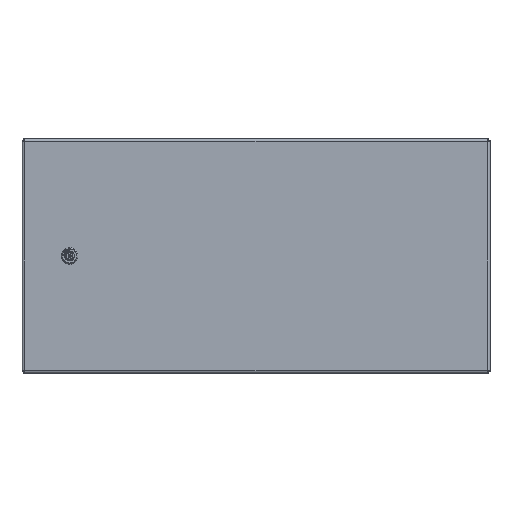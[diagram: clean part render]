
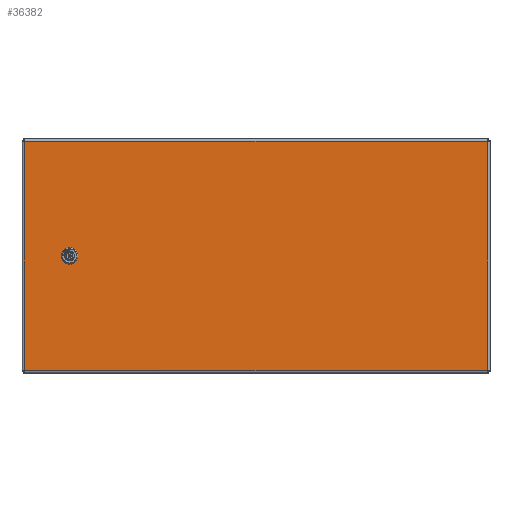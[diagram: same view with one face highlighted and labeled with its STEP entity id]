
A CAD part, top view. The second image highlights one B-rep face of the part: STEP entity #36382.
In plain terms, the highlighted planar face has unit normal (0, 0, 1).
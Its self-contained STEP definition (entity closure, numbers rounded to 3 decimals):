
#545 = CIRCLE ( 'NONE', #37552, 11.25 ) ;
#557 = DIRECTION ( 'NONE',  ( 1., 0., 0. ) ) ;
#577 = DIRECTION ( 'NONE',  ( 0., -1., 0. ) ) ;
#940 = CARTESIAN_POINT ( 'NONE',  ( -390.5, 192.658, 0. ) ) ;
#1208 = VERTEX_POINT ( 'NONE', #13263 ) ;
#1664 = CARTESIAN_POINT ( 'NONE',  ( 390.5, 192.658, 0. ) ) ;
#2163 = DIRECTION ( 'NONE',  ( 0., 0., 1. ) ) ;
#2751 = DIRECTION ( 'NONE',  ( 0., 1., 0. ) ) ;
#4029 = CARTESIAN_POINT ( 'NONE',  ( 390.5, -192.658, 0. ) ) ;
#4263 = AXIS2_PLACEMENT_3D ( 'NONE', #66651, #14021, #61396 ) ;
#4314 = VECTOR ( 'NONE', #577, 1000. ) ;
#6057 = CARTESIAN_POINT ( 'NONE',  ( -304.05, -4.637, 0. ) ) ;
#6563 = ORIENTED_EDGE ( 'NONE', *, *, #40479, .F. ) ;
#6610 = CARTESIAN_POINT ( 'NONE',  ( -309.663, -10.25, 0. ) ) ;
#6639 = VECTOR ( 'NONE', #42131, 1000. ) ;
#8104 = EDGE_CURVE ( 'NONE', #45457, #49192, #40236, .T. ) ;
#8267 = ORIENTED_EDGE ( 'NONE', *, *, #17608, .T. ) ;
#8555 = LINE ( 'NONE', #41555, #54952 ) ;
#9613 = EDGE_CURVE ( 'NONE', #64070, #32369, #53007, .T. ) ;
#9986 = DIRECTION ( 'NONE',  ( 1., 0., 0. ) ) ;
#11055 = VECTOR ( 'NONE', #45518, 1000. ) ;
#12068 = DIRECTION ( 'NONE',  ( 0., 0., 1. ) ) ;
#12226 = CIRCLE ( 'NONE', #48062, 2. ) ;
#12860 = DIRECTION ( 'NONE',  ( 0., 1., 0. ) ) ;
#12950 = ORIENTED_EDGE ( 'NONE', *, *, #23671, .F. ) ;
#13263 = CARTESIAN_POINT ( 'NONE',  ( -389.658, -193.5, 0. ) ) ;
#14021 = DIRECTION ( 'NONE',  ( 0., 0., 1. ) ) ;
#14296 = LINE ( 'NONE', #51489, #11055 ) ;
#14434 = CARTESIAN_POINT ( 'NONE',  ( -390.5, 195.429, 0. ) ) ;
#15015 = EDGE_LOOP ( 'NONE', ( #66960, #54852, #15103, #8267, #12950, #68233, #15576, #41201 ) ) ;
#15103 = ORIENTED_EDGE ( 'NONE', *, *, #61331, .F. ) ;
#15195 = ORIENTED_EDGE ( 'NONE', *, *, #16314, .F. ) ;
#15551 = ORIENTED_EDGE ( 'NONE', *, *, #40941, .F. ) ;
#15576 = ORIENTED_EDGE ( 'NONE', *, *, #50989, .F. ) ;
#16314 = EDGE_CURVE ( 'NONE', #44534, #24223, #22867, .T. ) ;
#16850 = VECTOR ( 'NONE', #2751, 1000. ) ;
#17318 = DIRECTION ( 'NONE',  ( 0., 0., 1. ) ) ;
#17608 = EDGE_CURVE ( 'NONE', #59679, #25959, #39525, .T. ) ;
#17971 = EDGE_CURVE ( 'NONE', #65744, #50577, #67747, .T. ) ;
#18052 = EDGE_CURVE ( 'NONE', #24223, #52003, #68269, .T. ) ;
#18891 = VERTEX_POINT ( 'NONE', #29265 ) ;
#19245 = CARTESIAN_POINT ( 'NONE',  ( -304.05, 4.637, 0. ) ) ;
#19293 = CIRCLE ( 'NONE', #45084, 2. ) ;
#19617 = VECTOR ( 'NONE', #12860, 1000. ) ;
#21580 = CARTESIAN_POINT ( 'NONE',  ( -314.3, 0., 0. ) ) ;
#21725 = AXIS2_PLACEMENT_3D ( 'NONE', #21580, #2163, #64377 ) ;
#21758 = EDGE_CURVE ( 'NONE', #52003, #49758, #545, .T. ) ;
#22867 = CIRCLE ( 'NONE', #21725, 11.25 ) ;
#23671 = EDGE_CURVE ( 'NONE', #18891, #25959, #24424, .T. ) ;
#24223 = VERTEX_POINT ( 'NONE', #33254 ) ;
#24424 = CIRCLE ( 'NONE', #4263, 2. ) ;
#25091 = CARTESIAN_POINT ( 'NONE',  ( -324.55, -4.637, 0. ) ) ;
#25959 = VERTEX_POINT ( 'NONE', #1664 ) ;
#26490 = CARTESIAN_POINT ( 'NONE',  ( -314.3, 0., 0. ) ) ;
#27585 = CARTESIAN_POINT ( 'NONE',  ( -324.55, 4.637, 0. ) ) ;
#27857 = CIRCLE ( 'NONE', #44635, 2. ) ;
#28393 = CARTESIAN_POINT ( 'NONE',  ( -324.55, 4.637, 0. ) ) ;
#29025 = AXIS2_PLACEMENT_3D ( 'NONE', #58285, #58622, #48441 ) ;
#29265 = CARTESIAN_POINT ( 'NONE',  ( 389.658, 193.5, 0. ) ) ;
#29604 = DIRECTION ( 'NONE',  ( -1., 0., 0. ) ) ;
#30355 = EDGE_CURVE ( 'NONE', #18891, #66871, #8555, .T. ) ;
#30810 = CARTESIAN_POINT ( 'NONE',  ( -389.658, 193.5, 0. ) ) ;
#31058 = CARTESIAN_POINT ( 'NONE',  ( -309.663, 10.25, 0. ) ) ;
#31213 = CARTESIAN_POINT ( 'NONE',  ( -390.5, -192.658, 0. ) ) ;
#31753 = DIRECTION ( 'NONE',  ( 1., 0., 0. ) ) ;
#32064 = CARTESIAN_POINT ( 'NONE',  ( -314.3, 0., 0. ) ) ;
#32369 = VERTEX_POINT ( 'NONE', #31213 ) ;
#32892 = EDGE_LOOP ( 'NONE', ( #15195, #57387, #62981, #15551, #50653, #6563, #59724, #61692 ) ) ;
#33157 = PLANE ( 'NONE',  #63127 ) ;
#33254 = CARTESIAN_POINT ( 'NONE',  ( -309.663, 10.25, 0. ) ) ;
#33509 = FACE_OUTER_BOUND ( 'NONE', #15015, .T. ) ;
#33963 = DIRECTION ( 'NONE',  ( 1., 0., 0. ) ) ;
#34494 = DIRECTION ( 'NONE',  ( 1., 0., 0. ) ) ;
#35345 = CARTESIAN_POINT ( 'NONE',  ( -318.937, -10.25, 0. ) ) ;
#36382 = ADVANCED_FACE ( 'NONE', ( #59842, #33509 ), #33157, .T. ) ;
#36766 = CARTESIAN_POINT ( 'NONE',  ( 389.658, -193.5, 0. ) ) ;
#37500 = AXIS2_PLACEMENT_3D ( 'NONE', #26490, #58093, #31753 ) ;
#37552 = AXIS2_PLACEMENT_3D ( 'NONE', #32064, #63313, #9986 ) ;
#39525 = LINE ( 'NONE', #60927, #19617 ) ;
#40114 = EDGE_CURVE ( 'NONE', #1208, #45906, #14296, .T. ) ;
#40236 = CIRCLE ( 'NONE', #29025, 11.25 ) ;
#40415 = CARTESIAN_POINT ( 'NONE',  ( -309.663, -10.25, 0. ) ) ;
#40479 = EDGE_CURVE ( 'NONE', #49758, #45457, #49682, .T. ) ;
#40941 = EDGE_CURVE ( 'NONE', #49192, #65744, #60638, .T. ) ;
#41201 = ORIENTED_EDGE ( 'NONE', *, *, #9613, .T. ) ;
#41555 = CARTESIAN_POINT ( 'NONE',  ( 392.429, 193.5, 0. ) ) ;
#41613 = DIRECTION ( 'NONE',  ( -1., 0., 0. ) ) ;
#42008 = DIRECTION ( 'NONE',  ( 0., 0., 1. ) ) ;
#42131 = DIRECTION ( 'NONE',  ( 0., -1., 0. ) ) ;
#44534 = VERTEX_POINT ( 'NONE', #58687 ) ;
#44635 = AXIS2_PLACEMENT_3D ( 'NONE', #54511, #17318, #48226 ) ;
#45084 = AXIS2_PLACEMENT_3D ( 'NONE', #65411, #12068, #34494 ) ;
#45457 = VERTEX_POINT ( 'NONE', #25091 ) ;
#45518 = DIRECTION ( 'NONE',  ( 1., 0., 0. ) ) ;
#45906 = VERTEX_POINT ( 'NONE', #36766 ) ;
#46624 = CARTESIAN_POINT ( 'NONE',  ( -318.937, 10.25, 0. ) ) ;
#48062 = AXIS2_PLACEMENT_3D ( 'NONE', #48659, #42008, #64440 ) ;
#48226 = DIRECTION ( 'NONE',  ( -1., 0., 0. ) ) ;
#48441 = DIRECTION ( 'NONE',  ( 1., 0., 0. ) ) ;
#48629 = CARTESIAN_POINT ( 'NONE',  ( 0., 0., 0. ) ) ;
#48659 = CARTESIAN_POINT ( 'NONE',  ( 391.429, -194.429, 0. ) ) ;
#49192 = VERTEX_POINT ( 'NONE', #35345 ) ;
#49682 = LINE ( 'NONE', #27585, #4314 ) ;
#49758 = VERTEX_POINT ( 'NONE', #28393 ) ;
#50577 = VERTEX_POINT ( 'NONE', #6057 ) ;
#50653 = ORIENTED_EDGE ( 'NONE', *, *, #8104, .F. ) ;
#50989 = EDGE_CURVE ( 'NONE', #64070, #66871, #19293, .T. ) ;
#51489 = CARTESIAN_POINT ( 'NONE',  ( -392.429, -193.5, 0. ) ) ;
#52003 = VERTEX_POINT ( 'NONE', #46624 ) ;
#53007 = LINE ( 'NONE', #14434, #6639 ) ;
#54511 = CARTESIAN_POINT ( 'NONE',  ( -391.429, -194.429, 0. ) ) ;
#54576 = DIRECTION ( 'NONE',  ( 0., 0., 1. ) ) ;
#54852 = ORIENTED_EDGE ( 'NONE', *, *, #40114, .T. ) ;
#54952 = VECTOR ( 'NONE', #29604, 1000. ) ;
#57387 = ORIENTED_EDGE ( 'NONE', *, *, #66361, .F. ) ;
#58093 = DIRECTION ( 'NONE',  ( 0., 0., 1. ) ) ;
#58285 = CARTESIAN_POINT ( 'NONE',  ( -314.3, 0., 0. ) ) ;
#58622 = DIRECTION ( 'NONE',  ( 0., 0., 1. ) ) ;
#58687 = CARTESIAN_POINT ( 'NONE',  ( -304.05, 4.637, 0. ) ) ;
#59679 = VERTEX_POINT ( 'NONE', #4029 ) ;
#59724 = ORIENTED_EDGE ( 'NONE', *, *, #21758, .F. ) ;
#59842 = FACE_BOUND ( 'NONE', #32892, .T. ) ;
#60115 = EDGE_CURVE ( 'NONE', #1208, #32369, #27857, .T. ) ;
#60638 = LINE ( 'NONE', #6610, #63602 ) ;
#60927 = CARTESIAN_POINT ( 'NONE',  ( 390.5, -195.429, 0. ) ) ;
#61331 = EDGE_CURVE ( 'NONE', #59679, #45906, #12226, .T. ) ;
#61396 = DIRECTION ( 'NONE',  ( -1., 0., 0. ) ) ;
#61692 = ORIENTED_EDGE ( 'NONE', *, *, #18052, .F. ) ;
#61698 = LINE ( 'NONE', #19245, #16850 ) ;
#62981 = ORIENTED_EDGE ( 'NONE', *, *, #17971, .F. ) ;
#63127 = AXIS2_PLACEMENT_3D ( 'NONE', #48629, #54576, #557 ) ;
#63313 = DIRECTION ( 'NONE',  ( 0., 0., 1. ) ) ;
#63602 = VECTOR ( 'NONE', #33963, 1000. ) ;
#64070 = VERTEX_POINT ( 'NONE', #940 ) ;
#64377 = DIRECTION ( 'NONE',  ( 1., 0., 0. ) ) ;
#64393 = VECTOR ( 'NONE', #41613, 1000. ) ;
#64440 = DIRECTION ( 'NONE',  ( 1., 0., 0. ) ) ;
#65411 = CARTESIAN_POINT ( 'NONE',  ( -391.429, 194.429, 0. ) ) ;
#65744 = VERTEX_POINT ( 'NONE', #40415 ) ;
#66361 = EDGE_CURVE ( 'NONE', #50577, #44534, #61698, .T. ) ;
#66651 = CARTESIAN_POINT ( 'NONE',  ( 391.429, 194.429, 0. ) ) ;
#66871 = VERTEX_POINT ( 'NONE', #30810 ) ;
#66960 = ORIENTED_EDGE ( 'NONE', *, *, #60115, .F. ) ;
#67747 = CIRCLE ( 'NONE', #37500, 11.25 ) ;
#68233 = ORIENTED_EDGE ( 'NONE', *, *, #30355, .T. ) ;
#68269 = LINE ( 'NONE', #31058, #64393 ) ;
